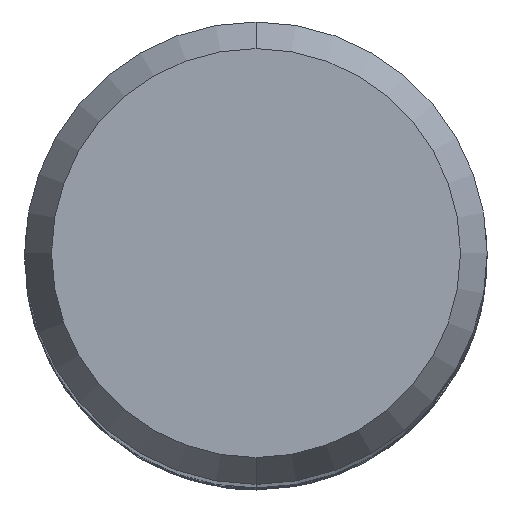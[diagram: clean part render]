
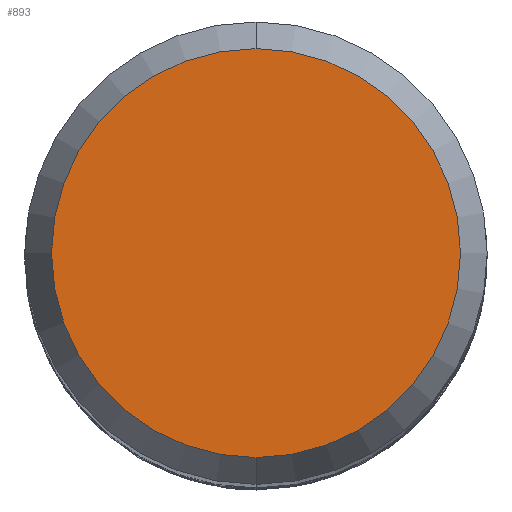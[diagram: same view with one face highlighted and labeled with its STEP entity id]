
A CAD part, top view. The second image highlights one B-rep face of the part: STEP entity #893.
In plain terms, the highlighted planar face has unit normal (0, 0, 1).
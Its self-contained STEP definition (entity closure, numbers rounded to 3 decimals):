
#893=ADVANCED_FACE('',(#2322),#2323,.T.);
#1107=VERTEX_POINT('',#2557);
#1749=EDGE_CURVE('',#1817,#1107,#3255,.T.);
#1817=VERTEX_POINT('',#3331);
#1963=EDGE_CURVE('',#1107,#1817,#3485,.T.);
#2322=FACE_OUTER_BOUND('',#5227,.T.);
#2323=PLANE('',#5228);
#2557=CARTESIAN_POINT('',(0.,-4.423,0.0));
#3255=CIRCLE('',#17519,4.423);
#3331=CARTESIAN_POINT('',(0.0,4.423,0.0));
#3485=CIRCLE('',#19240,4.423);
#5227=EDGE_LOOP('',(#21001,#21002));
#5228=AXIS2_PLACEMENT_3D('',#21003,#21004,#21005);
#17519=AXIS2_PLACEMENT_3D('',#21840,#21841,#21842);
#19240=AXIS2_PLACEMENT_3D('',#22065,#22066,#22067);
#21001=ORIENTED_EDGE('',*,*,#1749,.F.);
#21002=ORIENTED_EDGE('',*,*,#1963,.F.);
#21003=CARTESIAN_POINT('',(0.0,2.211,0.0));
#21004=DIRECTION('',(-0.0,0.0,1.0));
#21005=DIRECTION('',(0.0,-1.0,0.0));
#21840=CARTESIAN_POINT('',(0.0,0.0,0.0));
#21841=DIRECTION('',(0.0,0.0,-1.0));
#21842=DIRECTION('',(0.0,1.0,0.0));
#22065=CARTESIAN_POINT('',(0.0,0.0,0.0));
#22066=DIRECTION('',(0.0,0.0,-1.0));
#22067=DIRECTION('',(0.0,1.0,0.0));
